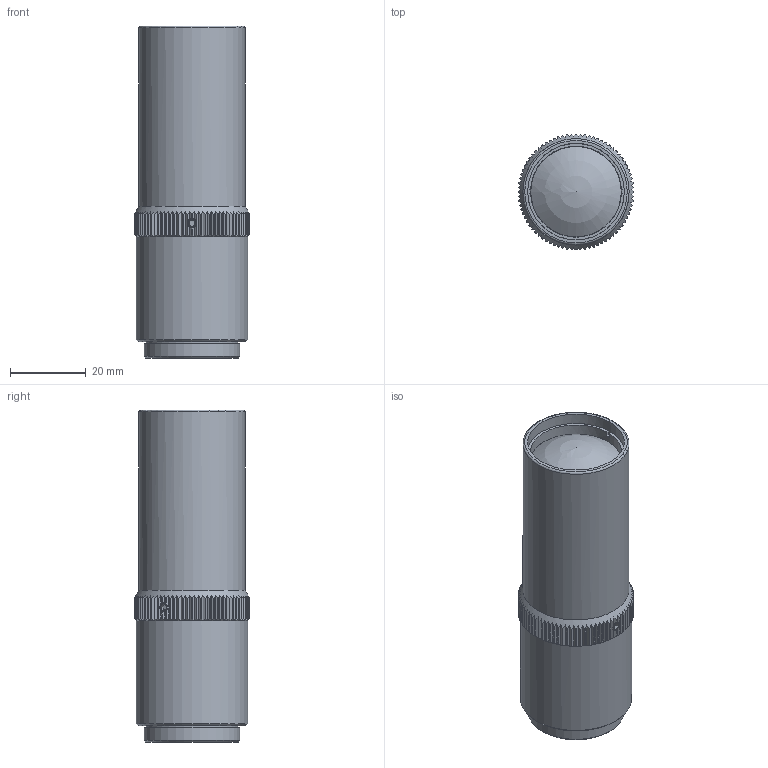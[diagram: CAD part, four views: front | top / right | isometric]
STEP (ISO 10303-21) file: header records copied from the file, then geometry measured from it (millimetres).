
FILE_DESCRIPTION(/* description */ (''),/* implementation_level */ '2;1');
FILE_NAME(/* name */ 'TO18_11.0-80-V-B.stp',/* time_stamp */ '2021-04-06T11:45:40+02:00',/* author */ (''),/* organization */ ('Vision & Control'),/* preprocessor_version */ 'ST-DEVELOPER v16.5',/* originating_system */ 'Autodesk Inventor 2017',/* authorisation */ '');
FILE_SCHEMA (('AUTOMOTIVE_DESIGN { 1 0 10303 214 3 1 1 }'));
Length unit declared in the file: millimetre
Products named in the file (1): TO18_11.0-80-V-B
Bounding box: 30.5 x 30.5 x 87.5 mm (x, y, z)
Volume: 45723.1 mm3; surface area: 11615.3 mm2
Topology: 1 solids, 1 shells, 346 faces, 1008 edges, 673 vertices
Faces by surface type: plane 217, cylinder 116, cone 11, sphere 1, torus 1
Full cylindrical faces by diameter (mm): 8.294 x1, 9 x1, 10.459 x1, 20 x1, 24 x1, 24.3 x1, 25.3 x1, 25.459 x1, 28 x1, 29.4 x1
Entity records: 11331 total; most frequent: CARTESIAN_POINT 2716, ORIENTED_EDGE 1946, DIRECTION 1590, EDGE_CURVE 973, VERTEX_POINT 657, AXIS2_PLACEMENT_3D 626, EDGE_LOOP 374, STYLED_ITEM 347
